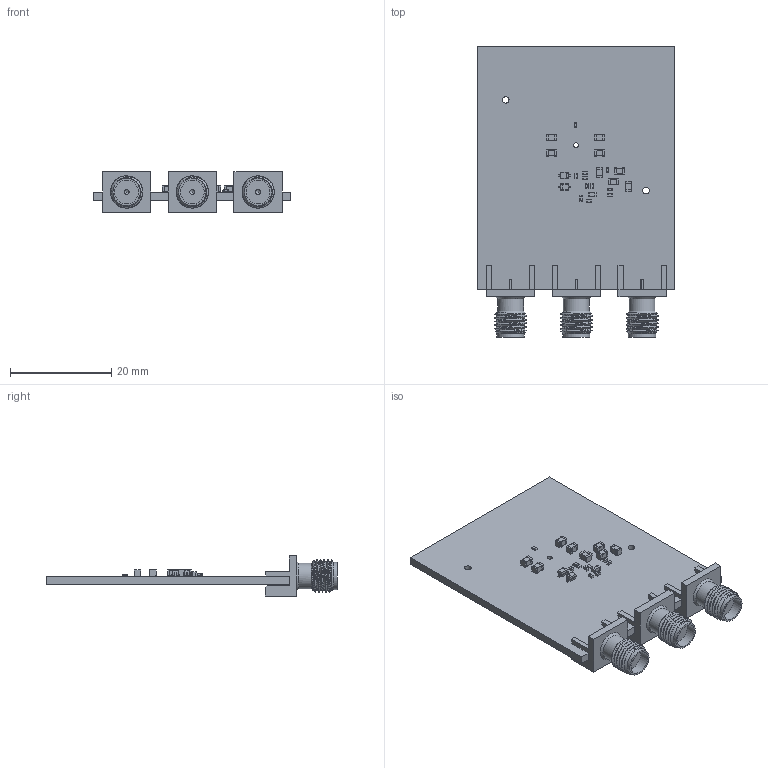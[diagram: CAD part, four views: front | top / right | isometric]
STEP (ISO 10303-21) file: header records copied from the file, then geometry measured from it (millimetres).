
FILE_DESCRIPTION(('KiCad electronic assembly'),'2;1');
FILE_NAME('chubut.step','2021-10-18T10:31:51',('An Author'),('A Company' ),'Open CASCADE STEP processor 7.3','KiCad to STEP converter', 'Unknown');
FILE_SCHEMA(('AUTOMOTIVE_DESIGN { 1 0 10303 214 1 1 1 1 }'));
Length unit declared in the file: millimetre
Products named in the file (16): Open CASCADE STEP translator 7.3 1; L_0603_1608Metric; SOLID; D_SOD-323; C_0402_1005Metric; C_0805_2012Metric; L_0805_2012Metric; R_0402_1005Metric; 142-0701-851; COMPOUND
Assembly tree (33 placements, depth 3):
  Open CASCADE STEP translator 7.3 1
    L_0603_1608Metric
      SOLID
    D_SOD-323  x2
      SOLID
    C_0402_1005Metric  x6
      SOLID
    C_0805_2012Metric  x6
      SOLID
    L_0805_2012Metric  x2
      SOLID
    R_0402_1005Metric  x5
      SOLID
    142-0701-851  x3
      SOLID
    COMPOUND
Bounding box: 39 x 57.42 x 7.92 mm (x, y, z)
Volume: 3927.4 mm3; surface area: 5783.1 mm2
Topology: 26 solids, 26 shells, 831 faces, 2104 edges, 1369 vertices
Faces by surface type: plane 492, cylinder 260, bspline 61, cone 18
Full cylindrical faces by diameter (mm): 0.991 x3, 1 x1, 1.3 x2, 4.674 x3, 5.08 x3, 5.385 x3
Entity records: 21579 total; most frequent: CARTESIAN_POINT 6466, DIRECTION 2437, LINE 1529, VECTOR 1529, ORIENTED_EDGE 1298, PCURVE 1298, DEFINITIONAL_REPRESENTATION 1298, EDGE_CURVE 649
